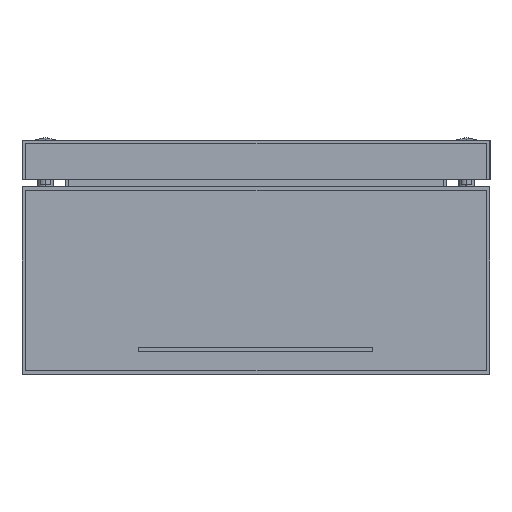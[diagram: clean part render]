
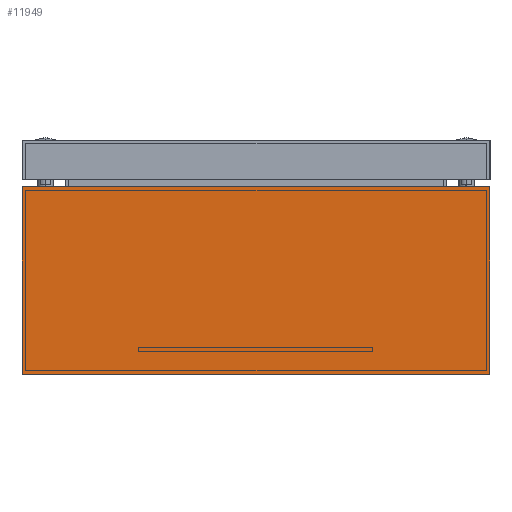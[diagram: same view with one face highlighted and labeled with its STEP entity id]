
A CAD part, left-side view. The second image highlights one B-rep face of the part: STEP entity #11949.
In plain terms, the highlighted planar face has unit normal (-1, 0, 0).
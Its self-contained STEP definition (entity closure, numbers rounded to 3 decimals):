
#1421 = ORIENTED_EDGE ( 'NONE', *, *, #14256, .T. ) ;
#1858 = DIRECTION ( 'NONE',  ( 0., 1., 0. ) ) ;
#3344 = VECTOR ( 'NONE', #12085, 1000. ) ;
#3375 = EDGE_CURVE ( 'NONE', #17033, #15715, #18562, .T. ) ;
#3862 = VECTOR ( 'NONE', #12284, 1000. ) ;
#4599 = CARTESIAN_POINT ( 'NONE',  ( 0., 200., 80. ) ) ;
#4929 = ORIENTED_EDGE ( 'NONE', *, *, #3375, .T. ) ;
#5160 = PLANE ( 'NONE',  #6447 ) ;
#5912 = CARTESIAN_POINT ( 'NONE',  ( 0., 0., 0. ) ) ;
#6447 = AXIS2_PLACEMENT_3D ( 'NONE', #9947, #8351, #6598 ) ;
#6529 = EDGE_CURVE ( 'NONE', #17033, #16090, #20128, .T. ) ;
#6598 = DIRECTION ( 'NONE',  ( 0., 0., 1. ) ) ;
#7212 = ORIENTED_EDGE ( 'NONE', *, *, #6529, .F. ) ;
#7803 = EDGE_CURVE ( 'NONE', #16090, #11540, #16732, .T. ) ;
#7949 = CARTESIAN_POINT ( 'NONE',  ( 0., 0., 0. ) ) ;
#8351 = DIRECTION ( 'NONE',  ( -1., 0., 0. ) ) ;
#9947 = CARTESIAN_POINT ( 'NONE',  ( 0., 0., 0. ) ) ;
#10227 = VECTOR ( 'NONE', #1858, 1000. ) ;
#11295 = FACE_OUTER_BOUND ( 'NONE', #15985, .T. ) ;
#11540 = VERTEX_POINT ( 'NONE', #4599 ) ;
#11949 = ADVANCED_FACE ( 'NONE', ( #11295 ), #5160, .T. ) ;
#12085 = DIRECTION ( 'NONE',  ( 0., 0., 1. ) ) ;
#12284 = DIRECTION ( 'NONE',  ( 0., 0., 1. ) ) ;
#14046 = CARTESIAN_POINT ( 'NONE',  ( 0., 200., 0. ) ) ;
#14256 = EDGE_CURVE ( 'NONE', #15715, #11540, #20171, .T. ) ;
#14905 = ORIENTED_EDGE ( 'NONE', *, *, #7803, .F. ) ;
#15715 = VERTEX_POINT ( 'NONE', #15921 ) ;
#15921 = CARTESIAN_POINT ( 'NONE',  ( 0., 0., 80. ) ) ;
#15985 = EDGE_LOOP ( 'NONE', ( #1421, #14905, #7212, #4929 ) ) ;
#16090 = VERTEX_POINT ( 'NONE', #17611 ) ;
#16732 = LINE ( 'NONE', #14046, #3344 ) ;
#16797 = DIRECTION ( 'NONE',  ( 0., 1., 0. ) ) ;
#17033 = VERTEX_POINT ( 'NONE', #5912 ) ;
#17611 = CARTESIAN_POINT ( 'NONE',  ( 0., 200., 0. ) ) ;
#18562 = LINE ( 'NONE', #19999, #3862 ) ;
#18637 = CARTESIAN_POINT ( 'NONE',  ( 0., 0., 80. ) ) ;
#18980 = VECTOR ( 'NONE', #16797, 1000. ) ;
#19999 = CARTESIAN_POINT ( 'NONE',  ( 0., 0., 0. ) ) ;
#20128 = LINE ( 'NONE', #7949, #10227 ) ;
#20171 = LINE ( 'NONE', #18637, #18980 ) ;
